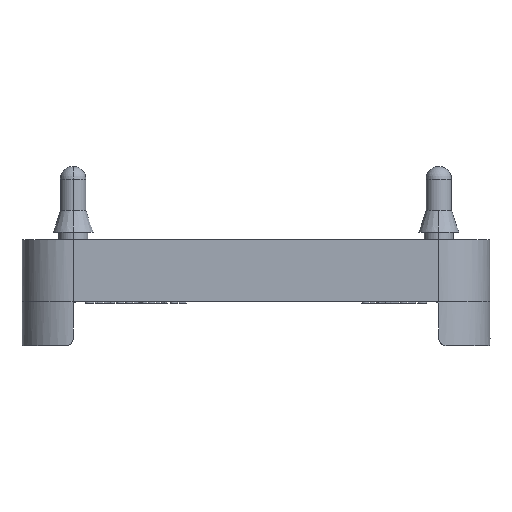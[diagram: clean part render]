
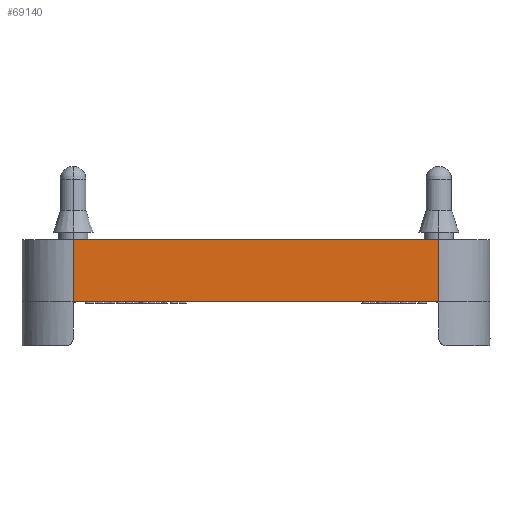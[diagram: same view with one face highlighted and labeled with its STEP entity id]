
A CAD part, left-side view. The second image highlights one B-rep face of the part: STEP entity #69140.
In plain terms, the highlighted planar face has unit normal (-1, 0, 0).
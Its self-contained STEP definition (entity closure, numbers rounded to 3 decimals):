
#901=CARTESIAN_POINT('',(-32.0,24.963,-2.0));
#902=VERTEX_POINT('',#901);
#4259=CARTESIAN_POINT('',(-32.,-24.963,-2.0));
#4260=VERTEX_POINT('',#4259);
#4268=CARTESIAN_POINT('',(-32.0,24.963,-2.0));
#4269=DIRECTION('',(0.0,-1.0,0.0));
#4270=VECTOR('',#4269,49.925);
#4271=LINE('',#4268,#4270);
#4272=EDGE_CURVE('',#902,#4260,#4271,.T.);
#68409=CARTESIAN_POINT('',(-32.,-25.0,-2.0));
#68410=VERTEX_POINT('',#68409);
#68420=CARTESIAN_POINT('',(-32.,-24.963,-2.0));
#68421=DIRECTION('',(0.0,-1.0,0.0));
#68422=VECTOR('',#68421,0.037);
#68423=LINE('',#68420,#68422);
#68424=EDGE_CURVE('',#4260,#68410,#68423,.T.);
#68487=CARTESIAN_POINT('',(-32.0,25.0,-2.0));
#68488=VERTEX_POINT('',#68487);
#68504=CARTESIAN_POINT('',(-32.0,25.0,-2.0));
#68505=DIRECTION('',(0.0,-1.0,0.0));
#68506=VECTOR('',#68505,0.037);
#68507=LINE('',#68504,#68506);
#68508=EDGE_CURVE('',#68488,#902,#68507,.T.);
#69108=CARTESIAN_POINT('',(-32.,-25.0,-2.0));
#69109=DIRECTION('',(-1.0,0.0,0.0));
#69110=DIRECTION('',(0.0,0.0,1.0));
#69111=AXIS2_PLACEMENT_3D('',#69108,#69109,#69110);
#69112=PLANE('',#69111);
#69113=CARTESIAN_POINT('',(-32.,-25.0,6.5));
#69114=VERTEX_POINT('',#69113);
#69115=CARTESIAN_POINT('',(-32.,-25.0,-2.0));
#69116=DIRECTION('',(0.0,0.0,1.0));
#69117=VECTOR('',#69116,8.5);
#69118=LINE('',#69115,#69117);
#69119=EDGE_CURVE('',#68410,#69114,#69118,.T.);
#69120=ORIENTED_EDGE('',*,*,#69119,.T.);
#69121=CARTESIAN_POINT('',(-32.0,25.0,6.5));
#69122=VERTEX_POINT('',#69121);
#69123=CARTESIAN_POINT('',(-32.,-25.0,6.5));
#69124=DIRECTION('',(0.0,1.0,0.0));
#69125=VECTOR('',#69124,50.0);
#69126=LINE('',#69123,#69125);
#69127=EDGE_CURVE('',#69114,#69122,#69126,.T.);
#69128=ORIENTED_EDGE('',*,*,#69127,.T.);
#69129=CARTESIAN_POINT('',(-32.0,25.0,-2.0));
#69130=DIRECTION('',(0.0,0.0,1.0));
#69131=VECTOR('',#69130,8.5);
#69132=LINE('',#69129,#69131);
#69133=EDGE_CURVE('',#68488,#69122,#69132,.T.);
#69134=ORIENTED_EDGE('',*,*,#69133,.F.);
#69135=ORIENTED_EDGE('',*,*,#68508,.T.);
#69136=ORIENTED_EDGE('',*,*,#4272,.T.);
#69137=ORIENTED_EDGE('',*,*,#68424,.T.);
#69138=EDGE_LOOP('',(#69120,#69128,#69134,#69135,#69136,#69137));
#69139=FACE_OUTER_BOUND('',#69138,.T.);
#69140=ADVANCED_FACE('',(#69139),#69112,.T.);
